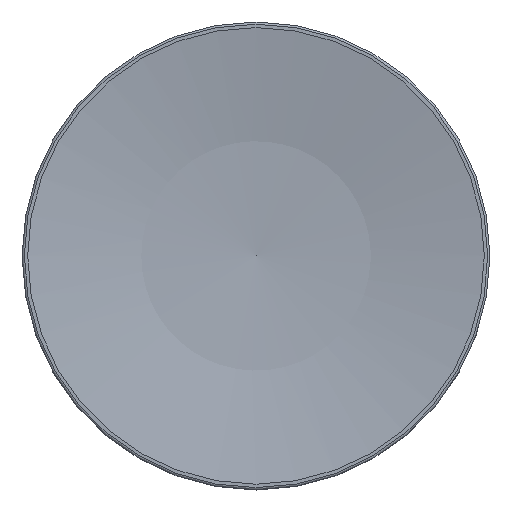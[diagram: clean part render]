
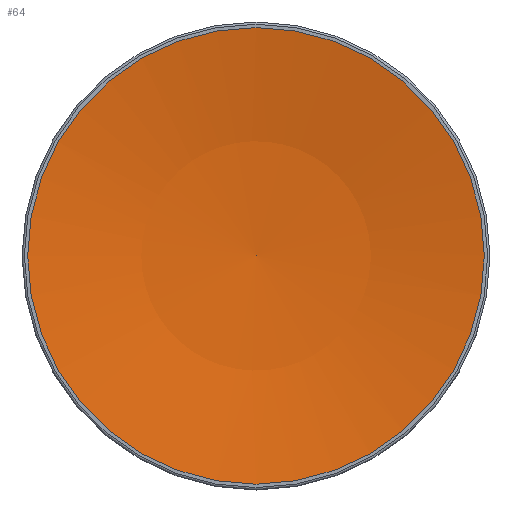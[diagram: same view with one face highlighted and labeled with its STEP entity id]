
A CAD part, top view. The second image highlights one B-rep face of the part: STEP entity #64.
In plain terms, the highlighted spherical face has radius 53.031 mm.
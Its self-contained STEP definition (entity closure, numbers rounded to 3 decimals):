
#64 = ADVANCED_FACE( '', ( #153 ), #154, .F. );
#153 = FACE_OUTER_BOUND( '', #276, .T. );
#154 = SPHERICAL_SURFACE( '', #277, 53.031 );
#276 = EDGE_LOOP( '', ( #408 ) );
#277 = AXIS2_PLACEMENT_3D( '', #409, #410, #411 );
#408 = ORIENTED_EDGE( '', *, *, #659, .T. );
#409 = CARTESIAN_POINT( '', ( 0., 0., 70.031 ) );
#410 = DIRECTION( '', ( 0., 0., 1. ) );
#411 = DIRECTION( '', ( 1., 0., 0. ) );
#659 = EDGE_CURVE( '', #768, #768, #769, .T. );
#768 = VERTEX_POINT( '', #929 );
#769 = CIRCLE( '', #930, 10.25 );
#929 = CARTESIAN_POINT( '', ( 10.25, 0., 18. ) );
#930 = AXIS2_PLACEMENT_3D( '', #1144, #1145, #1146 );
#1144 = CARTESIAN_POINT( '', ( 0., 0., 18. ) );
#1145 = DIRECTION( '', ( 0., 0., 1. ) );
#1146 = DIRECTION( '', ( 1., 0., 0. ) );
